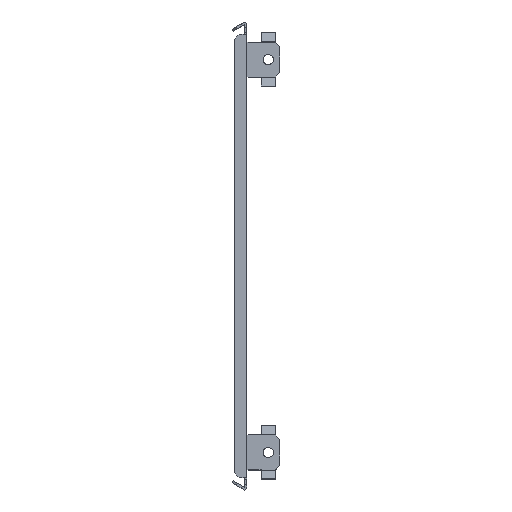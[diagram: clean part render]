
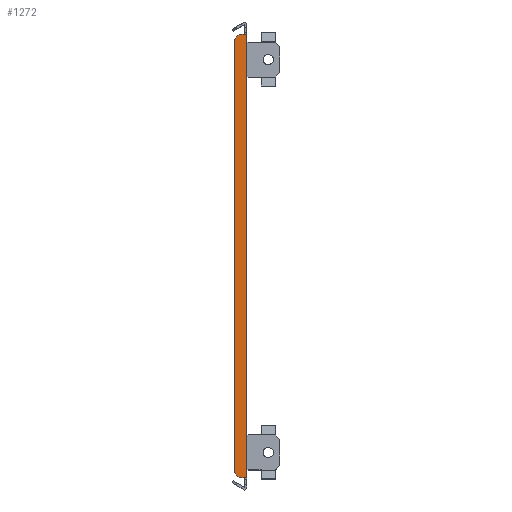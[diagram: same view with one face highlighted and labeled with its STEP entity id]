
A CAD part, front view. The second image highlights one B-rep face of the part: STEP entity #1272.
In plain terms, the highlighted planar face has unit normal (0, -1, 0).
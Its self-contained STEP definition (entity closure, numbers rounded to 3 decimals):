
#256 = CARTESIAN_POINT ( 'NONE',  ( -8., -153., 137.897 ) ) ;
#320 = ORIENTED_EDGE ( 'NONE', *, *, #13025, .F. ) ;
#384 = CARTESIAN_POINT ( 'NONE',  ( -5., -153., 140.897 ) ) ;
#822 = LINE ( 'NONE', #5967, #8866 ) ;
#1272 = ADVANCED_FACE ( 'NONE', ( #4458 ), #8440, .F. ) ;
#1689 = LINE ( 'NONE', #6581, #6911 ) ;
#2053 = LINE ( 'NONE', #11162, #6296 ) ;
#2121 = VECTOR ( 'NONE', #3020, 1000. ) ;
#2558 = CARTESIAN_POINT ( 'NONE',  ( 0., -153., 140.897 ) ) ;
#2970 = DIRECTION ( 'NONE',  ( 1., 0., 0. ) ) ;
#3020 = DIRECTION ( 'NONE',  ( -0.707, 0., -0.707 ) ) ;
#3079 = AXIS2_PLACEMENT_3D ( 'NONE', #9624, #14770, #9790 ) ;
#3400 = LINE ( 'NONE', #16091, #5650 ) ;
#4131 = VECTOR ( 'NONE', #13607, 1000. ) ;
#4227 = CARTESIAN_POINT ( 'NONE',  ( -2.5, -153., -140.897 ) ) ;
#4412 = ORIENTED_EDGE ( 'NONE', *, *, #6277, .T. ) ;
#4458 = FACE_OUTER_BOUND ( 'NONE', #10849, .T. ) ;
#4541 = ORIENTED_EDGE ( 'NONE', *, *, #15334, .T. ) ;
#4824 = EDGE_CURVE ( 'NONE', #13779, #7454, #6822, .T. ) ;
#5379 = VERTEX_POINT ( 'NONE', #2558 ) ;
#5618 = EDGE_CURVE ( 'NONE', #12887, #6802, #14625, .T. ) ;
#5650 = VECTOR ( 'NONE', #8323, 1000. ) ;
#5715 = CARTESIAN_POINT ( 'NONE',  ( -5., -153., -140.897 ) ) ;
#5963 = EDGE_CURVE ( 'NONE', #6802, #5379, #2053, .T. ) ;
#5967 = CARTESIAN_POINT ( 'NONE',  ( -72.948, -153., -72.948 ) ) ;
#6225 = ORIENTED_EDGE ( 'NONE', *, *, #16472, .T. ) ;
#6277 = EDGE_CURVE ( 'NONE', #8829, #12887, #9712, .T. ) ;
#6296 = VECTOR ( 'NONE', #12518, 1000. ) ;
#6570 = VECTOR ( 'NONE', #10965, 1000. ) ;
#6581 = CARTESIAN_POINT ( 'NONE',  ( -8., -153., 0. ) ) ;
#6676 = ORIENTED_EDGE ( 'NONE', *, *, #4824, .T. ) ;
#6802 = VERTEX_POINT ( 'NONE', #8833 ) ;
#6822 = LINE ( 'NONE', #13422, #2121 ) ;
#6853 = CARTESIAN_POINT ( 'NONE',  ( -2.5, -153., -140.897 ) ) ;
#6911 = VECTOR ( 'NONE', #7792, 1000. ) ;
#7454 = VERTEX_POINT ( 'NONE', #256 ) ;
#7792 = DIRECTION ( 'NONE',  ( 0., 0., -1. ) ) ;
#8125 = ORIENTED_EDGE ( 'NONE', *, *, #5618, .T. ) ;
#8323 = DIRECTION ( 'NONE',  ( -1., 0., 0. ) ) ;
#8440 = PLANE ( 'NONE',  #3079 ) ;
#8555 = CARTESIAN_POINT ( 'NONE',  ( 0., -153., 140.897 ) ) ;
#8800 = LINE ( 'NONE', #8555, #4131 ) ;
#8829 = VERTEX_POINT ( 'NONE', #5715 ) ;
#8833 = CARTESIAN_POINT ( 'NONE',  ( 0., -153., -140.897 ) ) ;
#8866 = VECTOR ( 'NONE', #9868, 1000. ) ;
#9064 = ORIENTED_EDGE ( 'NONE', *, *, #5963, .T. ) ;
#9562 = CARTESIAN_POINT ( 'NONE',  ( -2.5, -153., 140.897 ) ) ;
#9624 = CARTESIAN_POINT ( 'NONE',  ( 0., -153., 0. ) ) ;
#9712 = LINE ( 'NONE', #11304, #6570 ) ;
#9790 = DIRECTION ( 'NONE',  ( -1., 0., 0. ) ) ;
#9868 = DIRECTION ( 'NONE',  ( 0.707, 0., -0.707 ) ) ;
#10177 = ORIENTED_EDGE ( 'NONE', *, *, #12253, .T. ) ;
#10787 = VERTEX_POINT ( 'NONE', #14855 ) ;
#10849 = EDGE_LOOP ( 'NONE', ( #4412, #8125, #9064, #320, #6225, #6676, #10177, #4541 ) ) ;
#10965 = DIRECTION ( 'NONE',  ( 1., 0., 0. ) ) ;
#11162 = CARTESIAN_POINT ( 'NONE',  ( 0., -153., 0. ) ) ;
#11304 = CARTESIAN_POINT ( 'NONE',  ( 0., -153., -140.897 ) ) ;
#12253 = EDGE_CURVE ( 'NONE', #7454, #10787, #1689, .T. ) ;
#12518 = DIRECTION ( 'NONE',  ( 0., 0., 1. ) ) ;
#12887 = VERTEX_POINT ( 'NONE', #4227 ) ;
#12943 = VECTOR ( 'NONE', #2970, 1000. ) ;
#13025 = EDGE_CURVE ( 'NONE', #14743, #5379, #8800, .T. ) ;
#13422 = CARTESIAN_POINT ( 'NONE',  ( -72.948, -153., 72.948 ) ) ;
#13607 = DIRECTION ( 'NONE',  ( 1., 0., 0. ) ) ;
#13779 = VERTEX_POINT ( 'NONE', #384 ) ;
#14625 = LINE ( 'NONE', #6853, #12943 ) ;
#14743 = VERTEX_POINT ( 'NONE', #9562 ) ;
#14770 = DIRECTION ( 'NONE',  ( 0., 1., 0. ) ) ;
#14855 = CARTESIAN_POINT ( 'NONE',  ( -8., -153., -137.897 ) ) ;
#15334 = EDGE_CURVE ( 'NONE', #10787, #8829, #822, .T. ) ;
#16091 = CARTESIAN_POINT ( 'NONE',  ( 0., -153., 140.897 ) ) ;
#16472 = EDGE_CURVE ( 'NONE', #14743, #13779, #3400, .T. ) ;
